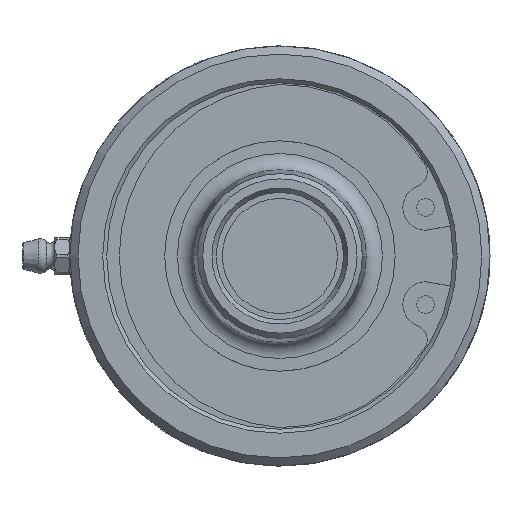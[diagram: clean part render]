
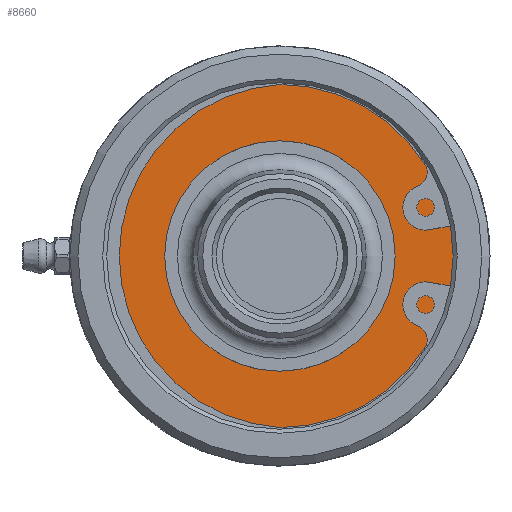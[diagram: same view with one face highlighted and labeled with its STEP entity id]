
A CAD part, left-side view. The second image highlights one B-rep face of the part: STEP entity #8660.
In plain terms, the highlighted planar face has unit normal (-1, 0, 0).
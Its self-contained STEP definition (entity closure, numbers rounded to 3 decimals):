
#188=FACE_BOUND('',#2379,.T.);
#1345=CIRCLE('',#9143,20.);
#1346=CIRCLE('',#9144,20.);
#1347=CIRCLE('',#9146,36.9);
#1348=CIRCLE('',#9147,36.9);
#1847=FACE_OUTER_BOUND('',#2378,.T.);
#2378=EDGE_LOOP('',(#7369,#7370));
#2379=EDGE_LOOP('',(#7371,#7372));
#4018=VERTEX_POINT('',#18998);
#4019=VERTEX_POINT('',#19000);
#4020=VERTEX_POINT('',#19004);
#4021=VERTEX_POINT('',#19005);
#5179=EDGE_CURVE('',#4018,#4019,#1345,.T.);
#5180=EDGE_CURVE('',#4019,#4018,#1346,.T.);
#5181=EDGE_CURVE('',#4020,#4021,#1347,.T.);
#5182=EDGE_CURVE('',#4021,#4020,#1348,.T.);
#7369=ORIENTED_EDGE('',*,*,#5181,.T.);
#7370=ORIENTED_EDGE('',*,*,#5182,.T.);
#7371=ORIENTED_EDGE('',*,*,#5180,.F.);
#7372=ORIENTED_EDGE('',*,*,#5179,.F.);
#8283=PLANE('',#9145);
#8660=ADVANCED_FACE('',(#1847,#188),#8283,.F.);
#9143=AXIS2_PLACEMENT_3D('',#19001,#10384,#10385);
#9144=AXIS2_PLACEMENT_3D('',#19002,#10386,#10387);
#9145=AXIS2_PLACEMENT_3D('',#19003,#10388,#10389);
#9146=AXIS2_PLACEMENT_3D('',#19006,#10390,#10391);
#9147=AXIS2_PLACEMENT_3D('',#19007,#10392,#10393);
#10384=DIRECTION('center_axis',(-1.,0.,0.));
#10385=DIRECTION('ref_axis',(0.,1.,0.));
#10386=DIRECTION('center_axis',(-1.,0.,0.));
#10387=DIRECTION('ref_axis',(0.,1.,0.));
#10388=DIRECTION('center_axis',(1.,0.,0.));
#10389=DIRECTION('ref_axis',(0.,0.,-1.));
#10390=DIRECTION('center_axis',(-1.,0.,0.));
#10391=DIRECTION('ref_axis',(0.,1.,0.));
#10392=DIRECTION('center_axis',(-1.,0.,0.));
#10393=DIRECTION('ref_axis',(0.,1.,0.));
#18998=CARTESIAN_POINT('',(7.26,-20.,0.));
#19000=CARTESIAN_POINT('',(7.26,20.,0.));
#19001=CARTESIAN_POINT('Origin',(7.26,0.,0.));
#19002=CARTESIAN_POINT('Origin',(7.26,0.,0.));
#19003=CARTESIAN_POINT('Origin',(7.26,28.45,0.));
#19004=CARTESIAN_POINT('',(7.26,36.9,0.));
#19005=CARTESIAN_POINT('',(7.26,-36.9,0.));
#19006=CARTESIAN_POINT('Origin',(7.26,0.,0.));
#19007=CARTESIAN_POINT('Origin',(7.26,0.,0.));
